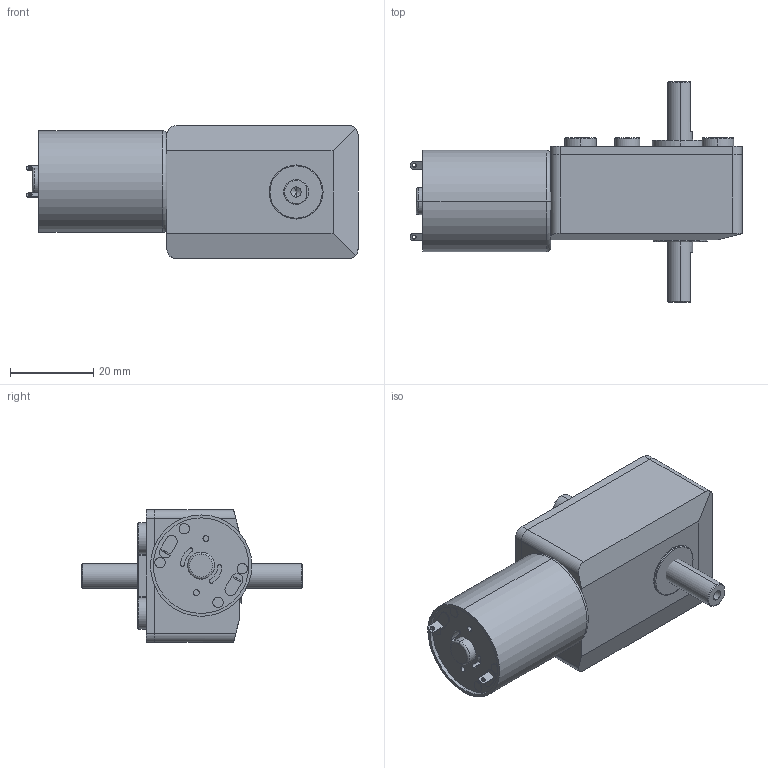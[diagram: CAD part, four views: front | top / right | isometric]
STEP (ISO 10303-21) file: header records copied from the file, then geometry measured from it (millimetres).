
FILE_DESCRIPTION (( 'STEP AP203' ), '1' );
FILE_NAME ('邧堤粣.STEP', '2025-04-10T08:14:28', ( '' ), ( '' ), 'SwSTEP 2.0', 'SolidWorks 2018', '' );
FILE_SCHEMA (( 'CONFIG_CONTROL_DESIGN' ));
Length unit declared in the file: millimetre
Products named in the file (1): 邧堤粣
Bounding box: 79.9 x 53 x 32 mm (x, y, z)
Volume: 48494.5 mm3; surface area: 14327.9 mm2
Topology: 3 solids, 3 shells, 277 faces, 657 edges, 416 vertices
Faces by surface type: plane 123, cylinder 103, cone 30, torus 21
Entity records: 8031 total; most frequent: DIRECTION 1458, CARTESIAN_POINT 1369, ORIENTED_EDGE 1290, EDGE_CURVE 645, AXIS2_PLACEMENT_3D 545, VERTEX_POINT 416, LINE 368, VECTOR 368
